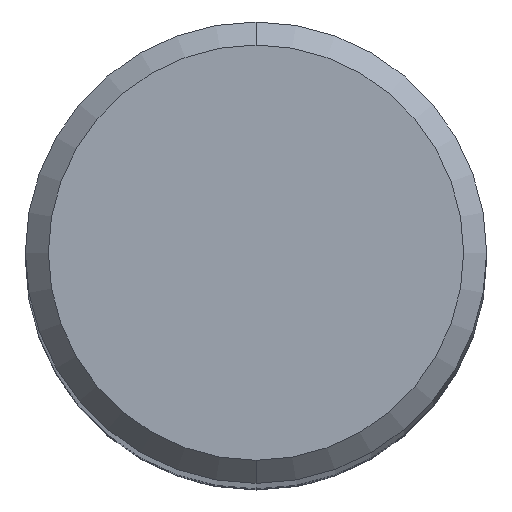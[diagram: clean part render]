
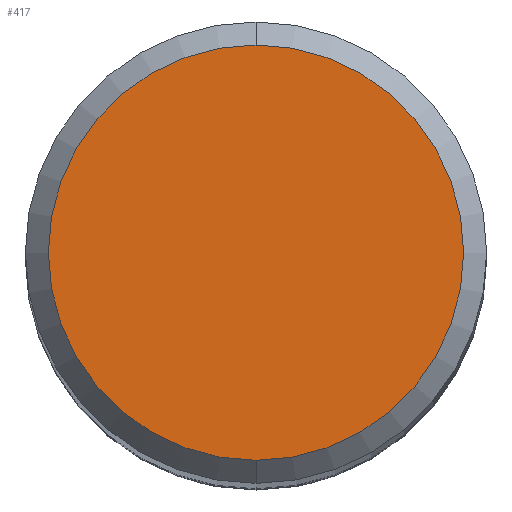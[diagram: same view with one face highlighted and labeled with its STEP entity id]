
A CAD part, top view. The second image highlights one B-rep face of the part: STEP entity #417.
In plain terms, the highlighted planar face has unit normal (0, 0, 1).
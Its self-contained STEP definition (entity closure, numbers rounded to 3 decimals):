
#289=EDGE_CURVE('',#409,#419,#607,.T.);
#409=VERTEX_POINT('',#739);
#417=ADVANCED_FACE('',(#748),#749,.T.);
#419=VERTEX_POINT('',#751);
#449=EDGE_CURVE('',#419,#409,#783,.T.);
#607=CIRCLE('',#1012,3.6);
#739=CARTESIAN_POINT('',(0.0,3.6,0.0));
#748=FACE_OUTER_BOUND('',#1316,.T.);
#749=PLANE('',#1317);
#751=CARTESIAN_POINT('',(0.,-3.6,0.0));
#783=CIRCLE('',#1391,3.6);
#1012=AXIS2_PLACEMENT_3D('',#1598,#1599,#1600);
#1316=EDGE_LOOP('',(#1751,#1752));
#1317=AXIS2_PLACEMENT_3D('',#1753,#1754,#1755);
#1391=AXIS2_PLACEMENT_3D('',#1785,#1786,#1787);
#1598=CARTESIAN_POINT('',(0.0,0.0,0.0));
#1599=DIRECTION('',(0.0,0.0,-1.0));
#1600=DIRECTION('',(0.0,1.0,0.0));
#1751=ORIENTED_EDGE('',*,*,#289,.F.);
#1752=ORIENTED_EDGE('',*,*,#449,.F.);
#1753=CARTESIAN_POINT('',(0.0,1.8,0.0));
#1754=DIRECTION('',(-0.0,0.0,1.0));
#1755=DIRECTION('',(0.0,-1.0,0.0));
#1785=CARTESIAN_POINT('',(0.0,0.0,0.0));
#1786=DIRECTION('',(0.0,0.0,-1.0));
#1787=DIRECTION('',(0.0,1.0,0.0));
